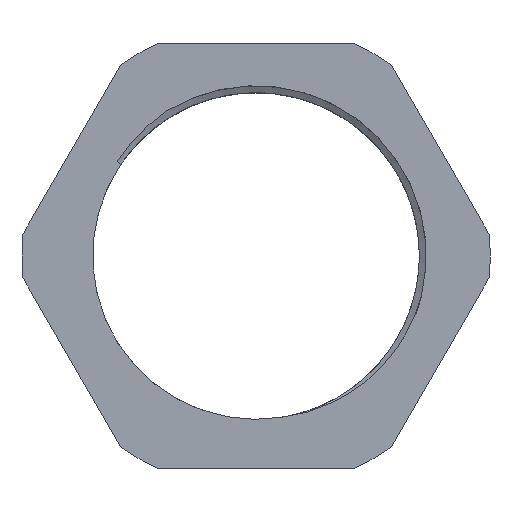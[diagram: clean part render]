
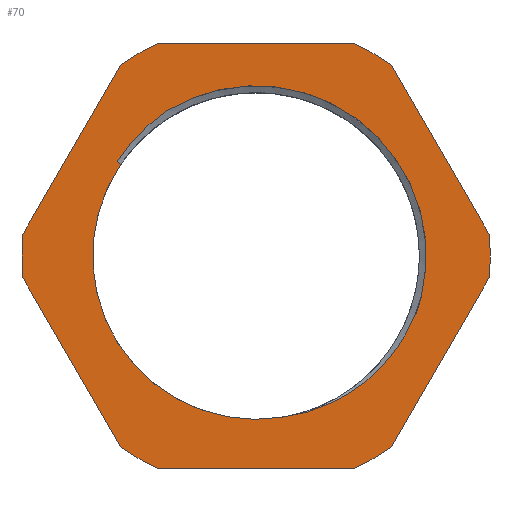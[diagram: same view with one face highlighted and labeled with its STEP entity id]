
A CAD part, left-side view. The second image highlights one B-rep face of the part: STEP entity #70.
In plain terms, the highlighted planar face has unit normal (-1, 0, 0).
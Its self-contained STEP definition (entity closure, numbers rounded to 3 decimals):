
#70=ADVANCED_FACE('',(#151,#152),#89,.T.);
#89=PLANE('',#404);
#103=LINE('',#595,#129);
#104=LINE('',#609,#130);
#105=LINE('',#613,#131);
#106=LINE('',#617,#132);
#107=LINE('',#621,#133);
#108=LINE('',#625,#134);
#109=LINE('',#629,#135);
#129=VECTOR('',#448,1.);
#130=VECTOR('',#453,1.);
#131=VECTOR('',#456,1.);
#132=VECTOR('',#459,1.);
#133=VECTOR('',#462,1.);
#134=VECTOR('',#465,1.);
#135=VECTOR('',#468,1.);
#151=FACE_BOUND('',#155,.T.);
#152=FACE_BOUND('',#156,.T.);
#155=EDGE_LOOP('',(#206,#207,#208,#209,#210));
#156=EDGE_LOOP('',(#211,#212,#213,#214,#215,#216,#217,#218,#219,#220,#221,
#222));
#182=CIRCLE('',#396,3.838);
#183=CIRCLE('',#397,4.);
#184=CIRCLE('',#398,5.5);
#185=CIRCLE('',#399,5.5);
#186=CIRCLE('',#400,5.5);
#187=CIRCLE('',#401,5.5);
#188=CIRCLE('',#402,5.5);
#189=CIRCLE('',#403,5.5);
#206=ORIENTED_EDGE('',*,*,#342,.F.);
#207=ORIENTED_EDGE('',*,*,#343,.F.);
#208=ORIENTED_EDGE('',*,*,#344,.F.);
#209=ORIENTED_EDGE('',*,*,#345,.F.);
#210=ORIENTED_EDGE('',*,*,#346,.F.);
#211=ORIENTED_EDGE('',*,*,#347,.F.);
#212=ORIENTED_EDGE('',*,*,#348,.T.);
#213=ORIENTED_EDGE('',*,*,#349,.F.);
#214=ORIENTED_EDGE('',*,*,#350,.T.);
#215=ORIENTED_EDGE('',*,*,#351,.F.);
#216=ORIENTED_EDGE('',*,*,#352,.T.);
#217=ORIENTED_EDGE('',*,*,#353,.F.);
#218=ORIENTED_EDGE('',*,*,#354,.T.);
#219=ORIENTED_EDGE('',*,*,#355,.F.);
#220=ORIENTED_EDGE('',*,*,#356,.T.);
#221=ORIENTED_EDGE('',*,*,#357,.F.);
#222=ORIENTED_EDGE('',*,*,#358,.T.);
#308=VERTEX_POINT('',#591);
#309=VERTEX_POINT('',#592);
#310=VERTEX_POINT('',#594);
#311=VERTEX_POINT('',#596);
#312=VERTEX_POINT('',#604);
#313=VERTEX_POINT('',#607);
#314=VERTEX_POINT('',#608);
#315=VERTEX_POINT('',#610);
#316=VERTEX_POINT('',#612);
#317=VERTEX_POINT('',#614);
#318=VERTEX_POINT('',#616);
#319=VERTEX_POINT('',#618);
#320=VERTEX_POINT('',#620);
#321=VERTEX_POINT('',#622);
#322=VERTEX_POINT('',#624);
#323=VERTEX_POINT('',#626);
#324=VERTEX_POINT('',#628);
#342=EDGE_CURVE('',#308,#309,#379,.T.);
#343=EDGE_CURVE('',#310,#308,#182,.T.);
#344=EDGE_CURVE('',#311,#310,#103,.T.);
#345=EDGE_CURVE('',#312,#311,#380,.T.);
#346=EDGE_CURVE('',#309,#312,#183,.T.);
#347=EDGE_CURVE('',#313,#314,#184,.T.);
#348=EDGE_CURVE('',#313,#315,#104,.T.);
#349=EDGE_CURVE('',#316,#315,#185,.T.);
#350=EDGE_CURVE('',#316,#317,#105,.T.);
#351=EDGE_CURVE('',#318,#317,#186,.T.);
#352=EDGE_CURVE('',#318,#319,#106,.T.);
#353=EDGE_CURVE('',#320,#319,#187,.T.);
#354=EDGE_CURVE('',#320,#321,#107,.T.);
#355=EDGE_CURVE('',#322,#321,#188,.T.);
#356=EDGE_CURVE('',#322,#323,#108,.T.);
#357=EDGE_CURVE('',#324,#323,#189,.T.);
#358=EDGE_CURVE('',#324,#314,#109,.T.);
#379=B_SPLINE_CURVE_WITH_KNOTS('',3,(#575,#576,#577,#578,#579,#580,#581,
#582,#583,#584,#585,#586,#587,#588,#589,#590),.UNSPECIFIED.,.F.,.F.,(4,3,
3,3,3,4),(0.,0.089,0.369,0.652,0.938,
1.),.UNSPECIFIED.);
#380=B_SPLINE_CURVE_WITH_KNOTS('',3,(#597,#598,#599,#600,#601,#602,#603),
 .UNSPECIFIED.,.F.,.F.,(4,3,4),(0.,0.394,1.),.UNSPECIFIED.);
#396=AXIS2_PLACEMENT_3D('',#593,#446,#447);
#397=AXIS2_PLACEMENT_3D('',#605,#449,#450);
#398=AXIS2_PLACEMENT_3D('',#606,#451,#452);
#399=AXIS2_PLACEMENT_3D('',#611,#454,#455);
#400=AXIS2_PLACEMENT_3D('',#615,#457,#458);
#401=AXIS2_PLACEMENT_3D('',#619,#460,#461);
#402=AXIS2_PLACEMENT_3D('',#623,#463,#464);
#403=AXIS2_PLACEMENT_3D('',#627,#466,#467);
#404=AXIS2_PLACEMENT_3D('',#630,#469,#470);
#446=DIRECTION('',(-1.,0.,0.));
#447=DIRECTION('',(0.,0.,1.));
#448=DIRECTION('',(0.,-0.827,-0.562));
#449=DIRECTION('',(-1.,0.,0.));
#450=DIRECTION('',(0.,0.,1.));
#451=DIRECTION('',(1.,0.,0.));
#452=DIRECTION('',(0.,0.,-1.));
#453=DIRECTION('',(0.,-0.5,-0.866));
#454=DIRECTION('',(1.,0.,0.));
#455=DIRECTION('',(0.,0.,-1.));
#456=DIRECTION('',(0.,-1.,0.));
#457=DIRECTION('',(1.,0.,0.));
#458=DIRECTION('',(0.,0.,-1.));
#459=DIRECTION('',(0.,-0.5,0.866));
#460=DIRECTION('',(1.,0.,0.));
#461=DIRECTION('',(0.,0.,-1.));
#462=DIRECTION('',(0.,0.5,0.866));
#463=DIRECTION('',(1.,0.,0.));
#464=DIRECTION('',(0.,0.,-1.));
#465=DIRECTION('',(0.,1.,0.));
#466=DIRECTION('',(1.,0.,0.));
#467=DIRECTION('',(0.,0.,-1.));
#468=DIRECTION('',(0.,0.5,-0.866));
#469=DIRECTION('',(-1.,0.,0.));
#470=DIRECTION('',(0.,0.,1.));
#575=CARTESIAN_POINT('',(0.,-0.591,-3.792));
#576=CARTESIAN_POINT('',(0.,-0.728,-3.775));
#577=CARTESIAN_POINT('',(0.,-0.863,-3.752));
#578=CARTESIAN_POINT('',(0.,-0.997,-3.721));
#579=CARTESIAN_POINT('',(0.,-1.416,-3.625));
#580=CARTESIAN_POINT('',(0.,-1.825,-3.455));
#581=CARTESIAN_POINT('',(0.,-2.189,-3.226));
#582=CARTESIAN_POINT('',(0.,-2.556,-2.995));
#583=CARTESIAN_POINT('',(0.,-2.888,-2.699));
#584=CARTESIAN_POINT('',(0.,-3.159,-2.362));
#585=CARTESIAN_POINT('',(0.,-3.433,-2.02));
#586=CARTESIAN_POINT('',(0.,-3.653,-1.628));
#587=CARTESIAN_POINT('',(0.,-3.801,-1.215));
#588=CARTESIAN_POINT('',(0.,-3.833,-1.124));
#589=CARTESIAN_POINT('',(0.,-3.862,-1.032));
#590=CARTESIAN_POINT('',(0.,-3.888,-0.939));
#591=CARTESIAN_POINT('',(0.,-0.591,-3.792));
#592=CARTESIAN_POINT('',(0.,-3.888,-0.939));
#593=CARTESIAN_POINT('',(0.,0.,0.));
#594=CARTESIAN_POINT('',(0.,3.174,2.156));
#595=CARTESIAN_POINT('',(0.,0.,0.));
#596=CARTESIAN_POINT('',(0.,3.26,2.215));
#597=CARTESIAN_POINT('',(0.,2.095,3.408));
#598=CARTESIAN_POINT('',(0.,2.279,3.286));
#599=CARTESIAN_POINT('',(0.,2.453,3.148));
#600=CARTESIAN_POINT('',(0.,2.615,2.997));
#601=CARTESIAN_POINT('',(0.,2.862,2.766));
#602=CARTESIAN_POINT('',(0.,3.08,2.501));
#603=CARTESIAN_POINT('',(0.,3.26,2.215));
#604=CARTESIAN_POINT('',(0.,2.095,3.408));
#605=CARTESIAN_POINT('',(0.,0.,0.));
#606=CARTESIAN_POINT('',(0.,0.,0.));
#607=CARTESIAN_POINT('',(0.,5.476,-0.516));
#608=CARTESIAN_POINT('',(0.,5.476,0.516));
#609=CARTESIAN_POINT('',(0.,5.75,-0.041));
#610=CARTESIAN_POINT('',(0.,3.184,-4.484));
#611=CARTESIAN_POINT('',(0.,0.,0.));
#612=CARTESIAN_POINT('',(0.,2.291,-5.));
#613=CARTESIAN_POINT('',(0.,2.839,-5.));
#614=CARTESIAN_POINT('',(0.,-2.291,-5.));
#615=CARTESIAN_POINT('',(0.,0.,0.));
#616=CARTESIAN_POINT('',(0.,-3.184,-4.484));
#617=CARTESIAN_POINT('',(0.,-2.91,-4.959));
#618=CARTESIAN_POINT('',(0.,-5.476,-0.516));
#619=CARTESIAN_POINT('',(0.,0.,0.));
#620=CARTESIAN_POINT('',(0.,-5.476,0.516));
#621=CARTESIAN_POINT('',(0.,-5.75,0.041));
#622=CARTESIAN_POINT('',(0.,-3.184,4.484));
#623=CARTESIAN_POINT('',(0.,0.,0.));
#624=CARTESIAN_POINT('',(0.,-2.291,5.));
#625=CARTESIAN_POINT('',(0.,-2.839,5.));
#626=CARTESIAN_POINT('',(0.,2.291,5.));
#627=CARTESIAN_POINT('',(0.,0.,0.));
#628=CARTESIAN_POINT('',(0.,3.184,4.484));
#629=CARTESIAN_POINT('',(0.,2.91,4.959));
#630=CARTESIAN_POINT('',(0.,0.,0.));
